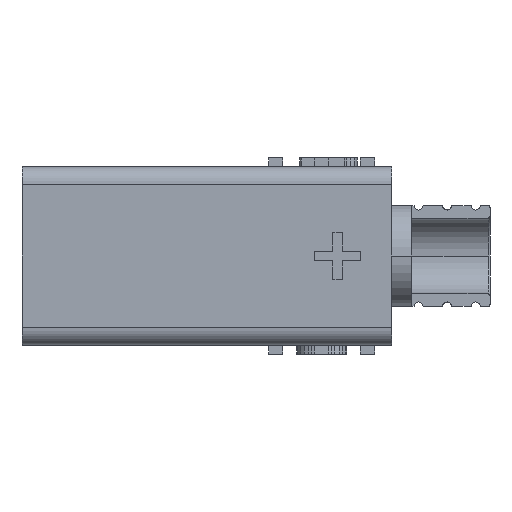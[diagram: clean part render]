
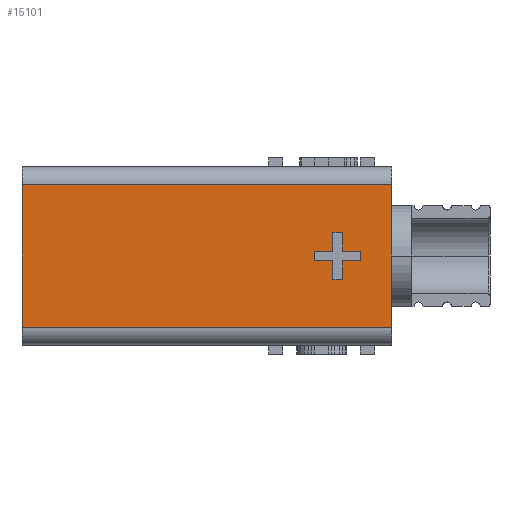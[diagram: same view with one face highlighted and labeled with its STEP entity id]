
A CAD part, left-side view. The second image highlights one B-rep face of the part: STEP entity #15101.
In plain terms, the highlighted planar face has unit normal (-1, 0, 0).
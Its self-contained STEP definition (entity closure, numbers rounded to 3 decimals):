
#385 = VECTOR ( 'NONE', #9503, 1000. ) ;
#510 = DIRECTION ( 'NONE',  ( 0., 1., 0. ) ) ;
#558 = CARTESIAN_POINT ( 'NONE',  ( -10.5, 3.3, -1.3 ) ) ;
#785 = DIRECTION ( 'NONE',  ( 0., -1., 0. ) ) ;
#797 = EDGE_CURVE ( 'NONE', #8648, #7542, #9808, .T. ) ;
#820 = VECTOR ( 'NONE', #7283, 1000. ) ;
#875 = CARTESIAN_POINT ( 'NONE',  ( -10.5, 1.725, -0.275 ) ) ;
#979 = CARTESIAN_POINT ( 'NONE',  ( -10.5, 3.3, 0.275 ) ) ;
#1041 = VECTOR ( 'NONE', #3492, 1000. ) ;
#1107 = VERTEX_POINT ( 'NONE', #3598 ) ;
#1369 = LINE ( 'NONE', #3790, #10635 ) ;
#1435 = CARTESIAN_POINT ( 'NONE',  ( -10.5, 4.325, -0.275 ) ) ;
#1455 = VECTOR ( 'NONE', #14150, 1000. ) ;
#1456 = ORIENTED_EDGE ( 'NONE', *, *, #7870, .T. ) ;
#1898 = VECTOR ( 'NONE', #14301, 1000. ) ;
#2050 = VERTEX_POINT ( 'NONE', #558 ) ;
#2180 = ORIENTED_EDGE ( 'NONE', *, *, #15537, .T. ) ;
#2525 = DIRECTION ( 'NONE',  ( 0., 0., -1. ) ) ;
#2572 = EDGE_CURVE ( 'NONE', #9423, #12531, #3391, .T. ) ;
#2697 = CARTESIAN_POINT ( 'NONE',  ( -10.5, 3.3, -0.275 ) ) ;
#2958 = CARTESIAN_POINT ( 'NONE',  ( -10.5, 2.75, -5. ) ) ;
#3016 = ORIENTED_EDGE ( 'NONE', *, *, #8736, .T. ) ;
#3231 = EDGE_LOOP ( 'NONE', ( #4250, #12634, #5745, #3016 ) ) ;
#3318 = CARTESIAN_POINT ( 'NONE',  ( -10.5, 4.325, 0.275 ) ) ;
#3391 = LINE ( 'NONE', #5028, #15712 ) ;
#3482 = LINE ( 'NONE', #11810, #3686 ) ;
#3492 = DIRECTION ( 'NONE',  ( 0., 0., 1. ) ) ;
#3598 = CARTESIAN_POINT ( 'NONE',  ( -10.5, 0., -4. ) ) ;
#3604 = CARTESIAN_POINT ( 'NONE',  ( -10.5, 2.75, -0.275 ) ) ;
#3686 = VECTOR ( 'NONE', #785, 1000. ) ;
#3790 = CARTESIAN_POINT ( 'NONE',  ( -10.5, 0., -0.275 ) ) ;
#4016 = CARTESIAN_POINT ( 'NONE',  ( -10.5, 0., 4. ) ) ;
#4035 = DIRECTION ( 'NONE',  ( 0., 0., 1. ) ) ;
#4250 = ORIENTED_EDGE ( 'NONE', *, *, #10675, .T. ) ;
#4303 = VECTOR ( 'NONE', #8749, 1000. ) ;
#4396 = LINE ( 'NONE', #13200, #10549 ) ;
#4532 = EDGE_CURVE ( 'NONE', #2050, #15025, #4895, .T. ) ;
#4607 = VECTOR ( 'NONE', #6539, 1000. ) ;
#4888 = ORIENTED_EDGE ( 'NONE', *, *, #8953, .T. ) ;
#4895 = LINE ( 'NONE', #13375, #1041 ) ;
#4900 = VERTEX_POINT ( 'NONE', #4016 ) ;
#5028 = CARTESIAN_POINT ( 'NONE',  ( -10.5, 2.75, -5. ) ) ;
#5129 = CARTESIAN_POINT ( 'NONE',  ( -10.5, 1.725, 0.275 ) ) ;
#5149 = DIRECTION ( 'NONE',  ( 0., 1., 0. ) ) ;
#5234 = VERTEX_POINT ( 'NONE', #9764 ) ;
#5315 = EDGE_CURVE ( 'NONE', #5234, #15170, #7576, .T. ) ;
#5573 = PLANE ( 'NONE',  #9264 ) ;
#5635 = ORIENTED_EDGE ( 'NONE', *, *, #5315, .T. ) ;
#5745 = ORIENTED_EDGE ( 'NONE', *, *, #797, .F. ) ;
#5832 = CARTESIAN_POINT ( 'NONE',  ( -10.5, 2.75, -1.3 ) ) ;
#6103 = FACE_BOUND ( 'NONE', #11065, .T. ) ;
#6339 = VECTOR ( 'NONE', #10812, 1000. ) ;
#6539 = DIRECTION ( 'NONE',  ( 0., -1., 0. ) ) ;
#6578 = CARTESIAN_POINT ( 'NONE',  ( -10.5, 20.7, 4. ) ) ;
#6596 = CARTESIAN_POINT ( 'NONE',  ( -10.5, 47.685, 4. ) ) ;
#6657 = CARTESIAN_POINT ( 'NONE',  ( -10.5, 20.7, -4. ) ) ;
#6851 = LINE ( 'NONE', #2958, #9737 ) ;
#6956 = EDGE_CURVE ( 'NONE', #15170, #11542, #6851, .T. ) ;
#6982 = ORIENTED_EDGE ( 'NONE', *, *, #4532, .T. ) ;
#7045 = CARTESIAN_POINT ( 'NONE',  ( -10.5, 0., 0.275 ) ) ;
#7283 = DIRECTION ( 'NONE',  ( 0., 1., 0. ) ) ;
#7348 = ORIENTED_EDGE ( 'NONE', *, *, #9458, .T. ) ;
#7524 = EDGE_CURVE ( 'NONE', #12617, #9423, #11438, .T. ) ;
#7542 = VERTEX_POINT ( 'NONE', #6578 ) ;
#7576 = LINE ( 'NONE', #10193, #4303 ) ;
#7646 = FACE_OUTER_BOUND ( 'NONE', #3231, .T. ) ;
#7870 = EDGE_CURVE ( 'NONE', #12531, #2050, #8535, .T. ) ;
#7880 = LINE ( 'NONE', #6596, #4607 ) ;
#7892 = CARTESIAN_POINT ( 'NONE',  ( -10.5, 0., -0.275 ) ) ;
#8462 = LINE ( 'NONE', #7045, #1898 ) ;
#8535 = LINE ( 'NONE', #13543, #820 ) ;
#8648 = VERTEX_POINT ( 'NONE', #6657 ) ;
#8736 = EDGE_CURVE ( 'NONE', #8648, #1107, #3482, .T. ) ;
#8749 = DIRECTION ( 'NONE',  ( 0., -1., 0. ) ) ;
#8885 = ORIENTED_EDGE ( 'NONE', *, *, #10940, .T. ) ;
#8953 = EDGE_CURVE ( 'NONE', #15025, #15944, #1369, .T. ) ;
#9264 = AXIS2_PLACEMENT_3D ( 'NONE', #14226, #14103, #9604 ) ;
#9360 = VERTEX_POINT ( 'NONE', #979 ) ;
#9423 = VERTEX_POINT ( 'NONE', #3604 ) ;
#9458 = EDGE_CURVE ( 'NONE', #15944, #13109, #10219, .T. ) ;
#9503 = DIRECTION ( 'NONE',  ( 0., -1., 0. ) ) ;
#9604 = DIRECTION ( 'NONE',  ( 0., 0., 1. ) ) ;
#9737 = VECTOR ( 'NONE', #12735, 1000. ) ;
#9764 = CARTESIAN_POINT ( 'NONE',  ( -10.5, 3.3, 1.3 ) ) ;
#9808 = LINE ( 'NONE', #13312, #6339 ) ;
#9915 = CARTESIAN_POINT ( 'NONE',  ( -10.5, 4.325, -5. ) ) ;
#10052 = ORIENTED_EDGE ( 'NONE', *, *, #2572, .T. ) ;
#10193 = CARTESIAN_POINT ( 'NONE',  ( -10.5, 0., 1.3 ) ) ;
#10219 = LINE ( 'NONE', #9915, #10605 ) ;
#10336 = LINE ( 'NONE', #15339, #1455 ) ;
#10356 = CARTESIAN_POINT ( 'NONE',  ( -10.5, 2.75, 1.3 ) ) ;
#10549 = VECTOR ( 'NONE', #13310, 1000. ) ;
#10605 = VECTOR ( 'NONE', #14861, 1000. ) ;
#10635 = VECTOR ( 'NONE', #5149, 1000. ) ;
#10675 = EDGE_CURVE ( 'NONE', #1107, #4900, #13625, .T. ) ;
#10812 = DIRECTION ( 'NONE',  ( 0., 0., 1. ) ) ;
#10887 = CARTESIAN_POINT ( 'NONE',  ( -10.5, 2.75, 0.275 ) ) ;
#10940 = EDGE_CURVE ( 'NONE', #13109, #9360, #8462, .T. ) ;
#11065 = EDGE_LOOP ( 'NONE', ( #2180, #14769, #10052, #1456, #6982, #4888, #7348, #8885, #12011, #5635, #13905, #11678 ) ) ;
#11304 = EDGE_CURVE ( 'NONE', #7542, #4900, #7880, .T. ) ;
#11396 = CARTESIAN_POINT ( 'NONE',  ( -10.5, 0., 0. ) ) ;
#11438 = LINE ( 'NONE', #7892, #13140 ) ;
#11542 = VERTEX_POINT ( 'NONE', #10887 ) ;
#11678 = ORIENTED_EDGE ( 'NONE', *, *, #12401, .T. ) ;
#11810 = CARTESIAN_POINT ( 'NONE',  ( -10.5, 0., -4. ) ) ;
#12011 = ORIENTED_EDGE ( 'NONE', *, *, #14634, .T. ) ;
#12401 = EDGE_CURVE ( 'NONE', #11542, #12739, #13652, .T. ) ;
#12531 = VERTEX_POINT ( 'NONE', #5832 ) ;
#12617 = VERTEX_POINT ( 'NONE', #875 ) ;
#12634 = ORIENTED_EDGE ( 'NONE', *, *, #11304, .F. ) ;
#12735 = DIRECTION ( 'NONE',  ( 0., 0., -1. ) ) ;
#12739 = VERTEX_POINT ( 'NONE', #5129 ) ;
#13109 = VERTEX_POINT ( 'NONE', #3318 ) ;
#13140 = VECTOR ( 'NONE', #510, 1000. ) ;
#13200 = CARTESIAN_POINT ( 'NONE',  ( -10.5, 3.3, -5. ) ) ;
#13310 = DIRECTION ( 'NONE',  ( 0., 0., 1. ) ) ;
#13312 = CARTESIAN_POINT ( 'NONE',  ( -10.5, 20.7, 0. ) ) ;
#13375 = CARTESIAN_POINT ( 'NONE',  ( -10.5, 3.3, -5. ) ) ;
#13543 = CARTESIAN_POINT ( 'NONE',  ( -10.5, 0., -1.3 ) ) ;
#13625 = LINE ( 'NONE', #11396, #13820 ) ;
#13652 = LINE ( 'NONE', #15196, #385 ) ;
#13820 = VECTOR ( 'NONE', #4035, 1000. ) ;
#13905 = ORIENTED_EDGE ( 'NONE', *, *, #6956, .T. ) ;
#14103 = DIRECTION ( 'NONE',  ( -1., 0., 0. ) ) ;
#14150 = DIRECTION ( 'NONE',  ( 0., 0., -1. ) ) ;
#14226 = CARTESIAN_POINT ( 'NONE',  ( -10.5, 0., -5. ) ) ;
#14301 = DIRECTION ( 'NONE',  ( 0., -1., 0. ) ) ;
#14634 = EDGE_CURVE ( 'NONE', #9360, #5234, #4396, .T. ) ;
#14769 = ORIENTED_EDGE ( 'NONE', *, *, #7524, .T. ) ;
#14861 = DIRECTION ( 'NONE',  ( 0., 0., 1. ) ) ;
#15025 = VERTEX_POINT ( 'NONE', #2697 ) ;
#15101 = ADVANCED_FACE ( 'NONE', ( #7646, #6103 ), #5573, .T. ) ;
#15170 = VERTEX_POINT ( 'NONE', #10356 ) ;
#15196 = CARTESIAN_POINT ( 'NONE',  ( -10.5, 0., 0.275 ) ) ;
#15339 = CARTESIAN_POINT ( 'NONE',  ( -10.5, 1.725, -5. ) ) ;
#15537 = EDGE_CURVE ( 'NONE', #12739, #12617, #10336, .T. ) ;
#15712 = VECTOR ( 'NONE', #2525, 1000. ) ;
#15944 = VERTEX_POINT ( 'NONE', #1435 ) ;
